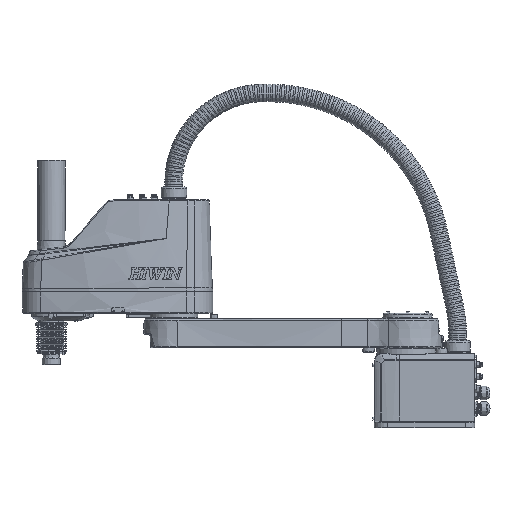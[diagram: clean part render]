
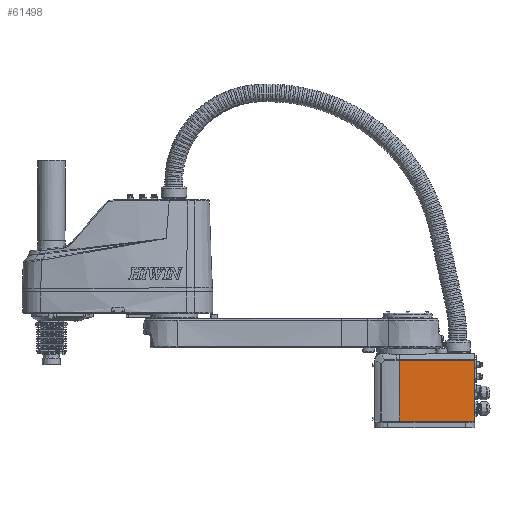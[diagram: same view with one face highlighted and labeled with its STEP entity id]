
A CAD part, left-side view. The second image highlights one B-rep face of the part: STEP entity #61498.
In plain terms, the highlighted planar face has unit normal (-1, 0, 0).
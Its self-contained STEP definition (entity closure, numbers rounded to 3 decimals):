
#3340=FACE_OUTER_BOUND('',#7071,.T.);
#7071=EDGE_LOOP('',(#38971,#38972,#38973,#38974));
#16336=LINE('',#91101,#19962);
#16399=LINE('',#92573,#20025);
#16400=LINE('',#92738,#20026);
#16401=LINE('',#92740,#20027);
#19962=VECTOR('',#72984,10.);
#20025=VECTOR('',#73227,136.803);
#20026=VECTOR('',#73236,168.812);
#20027=VECTOR('',#73239,168.812);
#23595=VERTEX_POINT('',#91098);
#23596=VERTEX_POINT('',#91100);
#23698=VERTEX_POINT('',#92569);
#23700=VERTEX_POINT('',#92572);
#29645=EDGE_CURVE('',#23596,#23595,#16336,.T.);
#29795=EDGE_CURVE('',#23698,#23700,#16399,.T.);
#29801=EDGE_CURVE('',#23596,#23698,#16400,.T.);
#29802=EDGE_CURVE('',#23700,#23595,#16401,.T.);
#38971=ORIENTED_EDGE('',*,*,#29801,.F.);
#38972=ORIENTED_EDGE('',*,*,#29645,.T.);
#38973=ORIENTED_EDGE('',*,*,#29802,.F.);
#38974=ORIENTED_EDGE('',*,*,#29795,.F.);
#56859=PLANE('',#65842);
#61498=ADVANCED_FACE('',(#3340),#56859,.T.);
#65842=AXIS2_PLACEMENT_3D('',#92739,#73237,#73238);
#72984=DIRECTION('',(0.,1.,0.));
#73227=DIRECTION('',(0.,1.,0.));
#73236=DIRECTION('',(0.,0.,-1.));
#73237=DIRECTION('center_axis',(-1.,0.,0.));
#73238=DIRECTION('ref_axis',(0.,0.,1.));
#73239=DIRECTION('',(0.,0.,1.));
#91098=CARTESIAN_POINT('',(-65.001,139.807,220.));
#91100=CARTESIAN_POINT('',(-65.001,3.,220.));
#91101=CARTESIAN_POINT('',(-65.001,116.846,220.));
#92569=CARTESIAN_POINT('',(-65.001,3.,51.188));
#92572=CARTESIAN_POINT('',(-65.001,139.803,51.188));
#92573=CARTESIAN_POINT('',(-65.001,3.,51.188));
#92738=CARTESIAN_POINT('',(-65.001,3.,220.));
#92739=CARTESIAN_POINT('Origin',(-65.001,155.,-5.));
#92740=CARTESIAN_POINT('',(-65.001,139.803,51.188));
